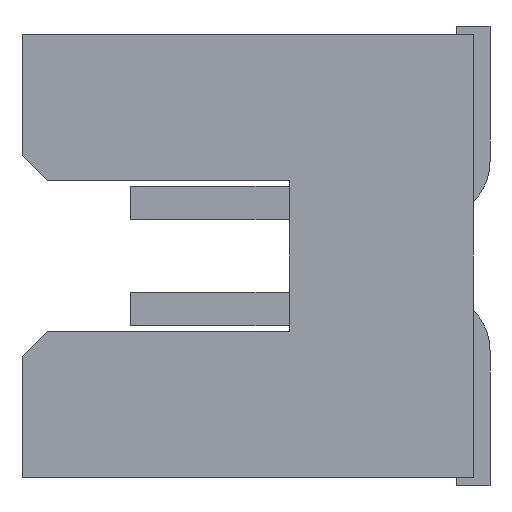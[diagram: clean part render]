
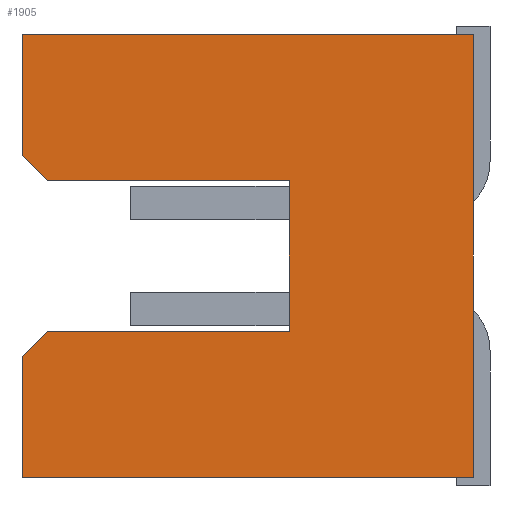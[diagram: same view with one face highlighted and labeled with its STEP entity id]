
A CAD part, left-side view. The second image highlights one B-rep face of the part: STEP entity #1905.
In plain terms, the highlighted planar face has unit normal (-1, 0, 0).
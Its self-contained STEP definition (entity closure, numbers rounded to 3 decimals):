
#25=DIRECTION('',(0.,0.,1.));
#26=VECTOR('',#25,5.3);
#27=CARTESIAN_POINT('',(-3.4,0.,-2.65));
#28=LINE('3705',#27,#26);
#41=DIRECTION('',(0.,1.,0.));
#42=VECTOR('',#41,5.4);
#43=CARTESIAN_POINT('',(-3.4,0.,2.65));
#44=LINE('3710',#43,#42);
#49=DIRECTION('',(0.,0.707,-0.707));
#50=VECTOR('',#49,0.424);
#51=CARTESIAN_POINT('',(-3.4,5.1,-0.9));
#52=LINE('3727',#51,#50);
#53=DIRECTION('',(0.,1.,0.));
#54=VECTOR('',#53,2.9);
#55=CARTESIAN_POINT('',(-3.4,2.2,-0.9));
#56=LINE('3731',#55,#54);
#57=DIRECTION('',(0.,0.,-1.));
#58=VECTOR('',#57,1.8);
#59=CARTESIAN_POINT('',(-3.4,2.2,0.9));
#60=LINE('3730',#59,#58);
#61=DIRECTION('',(0.,-1.,0.));
#62=VECTOR('',#61,2.9);
#63=CARTESIAN_POINT('',(-3.4,5.1,0.9));
#64=LINE('3729',#63,#62);
#65=DIRECTION('',(0.,-0.707,-0.707));
#66=VECTOR('',#65,0.424);
#67=CARTESIAN_POINT('',(-3.4,5.4,1.2));
#68=LINE('3728',#67,#66);
#69=DIRECTION('',(0.,1.,0.));
#70=VECTOR('',#69,5.4);
#71=CARTESIAN_POINT('',(-3.4,0.,-2.65));
#72=LINE('3709',#71,#70);
#81=DIRECTION('',(0.,0.,1.));
#82=VECTOR('',#81,1.45);
#83=CARTESIAN_POINT('',(-3.4,5.4,-2.65));
#84=LINE('3747',#83,#82);
#393=DIRECTION('',(0.,0.,1.));
#394=VECTOR('',#393,1.45);
#395=CARTESIAN_POINT('',(-3.4,5.4,1.2));
#396=LINE('3748',#395,#394);
#1381=CARTESIAN_POINT('',(-3.4,0.,-2.65));
#1382=CARTESIAN_POINT('',(-3.4,0.,2.65));
#1383=VERTEX_POINT('',#1381);
#1384=VERTEX_POINT('',#1382);
#1389=CARTESIAN_POINT('',(-3.4,5.4,2.65));
#1391=VERTEX_POINT('',#1389);
#1394=CARTESIAN_POINT('',(-3.4,5.4,-2.65));
#1396=VERTEX_POINT('',#1394);
#1413=CARTESIAN_POINT('',(-3.4,5.4,-1.2));
#1415=VERTEX_POINT('',#1413);
#1421=CARTESIAN_POINT('',(-3.4,5.4,1.2));
#1423=VERTEX_POINT('',#1421);
#1429=CARTESIAN_POINT('',(-3.4,5.1,-0.9));
#1430=VERTEX_POINT('',#1429);
#1431=CARTESIAN_POINT('',(-3.4,5.1,0.9));
#1432=VERTEX_POINT('',#1431);
#1433=CARTESIAN_POINT('',(-3.4,2.2,0.9));
#1434=VERTEX_POINT('',#1433);
#1435=CARTESIAN_POINT('',(-3.4,2.2,-0.9));
#1436=VERTEX_POINT('',#1435);
#1880=CARTESIAN_POINT('',(-3.4,0.,-2.65));
#1881=DIRECTION('',(-1.,0.,0.));
#1882=DIRECTION('',(0.,0.,1.));
#1883=AXIS2_PLACEMENT_3D('',#1880,#1881,#1882);
#1884=PLANE('3577',#1883);
#1886=ORIENTED_EDGE('3727',*,*,#1885,.F.);
#1888=ORIENTED_EDGE('3731',*,*,#1887,.F.);
#1890=ORIENTED_EDGE('3730',*,*,#1889,.F.);
#1892=ORIENTED_EDGE('3729',*,*,#1891,.F.);
#1894=ORIENTED_EDGE('3728',*,*,#1893,.F.);
#1896=ORIENTED_EDGE('3748',*,*,#1895,.T.);
#1897=ORIENTED_EDGE('3710',*,*,#1865,.F.);
#1898=ORIENTED_EDGE('3705',*,*,#1838,.F.);
#1900=ORIENTED_EDGE('3709',*,*,#1899,.T.);
#1902=ORIENTED_EDGE('3747',*,*,#1901,.T.);
#1903=EDGE_LOOP('3577',(#1886,#1888,#1890,#1892,#1894,#1896,#1897,#1898,#1900,
#1902));
#1904=FACE_OUTER_BOUND('3577',#1903,.F.);
#1905=ADVANCED_FACE('3577',(#1904),#1884,.T.);
#1838=EDGE_CURVE('3705',#1383,#1384,#28,.T.);
#1865=EDGE_CURVE('3710',#1384,#1391,#44,.T.);
#1885=EDGE_CURVE('3727',#1430,#1415,#52,.T.);
#1887=EDGE_CURVE('3731',#1436,#1430,#56,.T.);
#1889=EDGE_CURVE('3730',#1434,#1436,#60,.T.);
#1891=EDGE_CURVE('3729',#1432,#1434,#64,.T.);
#1893=EDGE_CURVE('3728',#1423,#1432,#68,.T.);
#1895=EDGE_CURVE('3748',#1423,#1391,#396,.T.);
#1899=EDGE_CURVE('3709',#1383,#1396,#72,.T.);
#1901=EDGE_CURVE('3747',#1396,#1415,#84,.T.);
